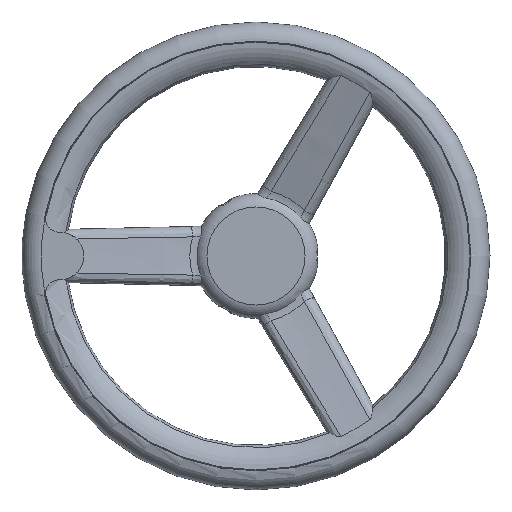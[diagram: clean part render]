
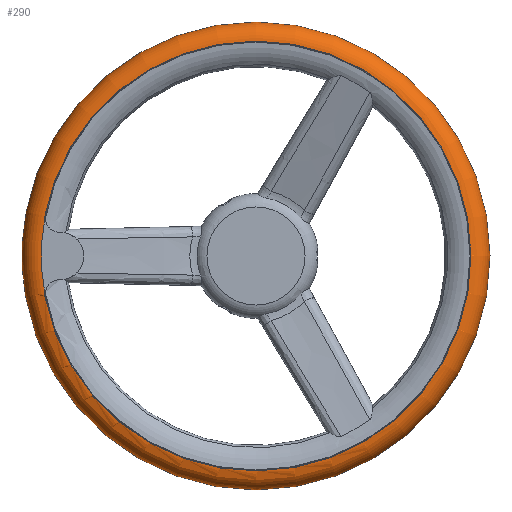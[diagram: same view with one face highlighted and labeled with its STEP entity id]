
A CAD part, left-side view. The second image highlights one B-rep face of the part: STEP entity #290.
In plain terms, the highlighted toroidal (fillet/blend) face has major radius 144.5 mm and minor radius 13 mm.
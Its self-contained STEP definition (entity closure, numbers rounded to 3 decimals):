
#290=ADVANCED_FACE('',(#518,#519),#369,.T.);
#369=TOROIDAL_SURFACE('',#1528,144.5,13.);
#444=B_SPLINE_CURVE_WITH_KNOTS('',3,(#2408,#2409,#2410,#2411),.UNSPECIFIED.,
.F.,.F.,(4,4),(0.,1.),.UNSPECIFIED.);
#445=B_SPLINE_CURVE_WITH_KNOTS('',3,(#2412,#2413,#2414,#2415),.UNSPECIFIED.,
.F.,.F.,(4,4),(0.,1.),.UNSPECIFIED.);
#518=FACE_BOUND('',#548,.T.);
#519=FACE_BOUND('',#549,.T.);
#548=EDGE_LOOP('',(#749));
#549=EDGE_LOOP('',(#750,#751,#752,#753));
#749=ORIENTED_EDGE('',*,*,#1302,.T.);
#750=ORIENTED_EDGE('',*,*,#1303,.F.);
#751=ORIENTED_EDGE('',*,*,#1304,.T.);
#752=ORIENTED_EDGE('',*,*,#1301,.F.);
#753=ORIENTED_EDGE('',*,*,#1305,.T.);
#1129=VERTEX_POINT('',#2281);
#1131=VERTEX_POINT('',#2287);
#1143=VERTEX_POINT('',#2391);
#1144=VERTEX_POINT('',#2402);
#1145=VERTEX_POINT('',#2406);
#1301=EDGE_CURVE('',#1144,#1143,#1448,.T.);
#1302=EDGE_CURVE('',#1145,#1145,#1449,.T.);
#1303=EDGE_CURVE('',#1129,#1131,#1450,.T.);
#1304=EDGE_CURVE('',#1129,#1143,#444,.T.);
#1305=EDGE_CURVE('',#1144,#1131,#445,.T.);
#1448=CIRCLE('',#1524,144.666);
#1449=CIRCLE('',#1526,144.666);
#1450=CIRCLE('',#1527,144.5);
#1524=AXIS2_PLACEMENT_3D('',#2403,#1693,#1694);
#1526=AXIS2_PLACEMENT_3D('',#2405,#1697,#1698);
#1527=AXIS2_PLACEMENT_3D('',#2407,#1699,#1700);
#1528=AXIS2_PLACEMENT_3D('',#2416,#1701,#1702);
#1693=DIRECTION('',(-1.,0.,0.));
#1694=DIRECTION('',(0.,0.,1.));
#1697=DIRECTION('',(-1.,0.,0.));
#1698=DIRECTION('',(0.,0.,1.));
#1699=DIRECTION('',(-1.,0.,0.));
#1700=DIRECTION('',(0.,0.,1.));
#1701=DIRECTION('',(-1.,0.,0.));
#1702=DIRECTION('',(0.,0.,1.));
#2281=CARTESIAN_POINT('',(390.163,329.343,27.06));
#2287=CARTESIAN_POINT('',(390.163,329.343,-27.06));
#2391=CARTESIAN_POINT('',(390.164,329.543,26.894));
#2402=CARTESIAN_POINT('',(390.164,329.535,-26.939));
#2403=CARTESIAN_POINT('',(390.164,187.399,0.));
#2405=CARTESIAN_POINT('',(416.162,187.399,0.));
#2406=CARTESIAN_POINT('',(416.162,187.399,144.666));
#2407=CARTESIAN_POINT('',(390.163,187.399,0.));
#2408=CARTESIAN_POINT('',(390.163,329.343,27.06));
#2409=CARTESIAN_POINT('',(390.163,329.409,27.005));
#2410=CARTESIAN_POINT('',(390.164,329.476,26.95));
#2411=CARTESIAN_POINT('',(390.164,329.543,26.894));
#2412=CARTESIAN_POINT('',(390.164,329.535,-26.939));
#2413=CARTESIAN_POINT('',(390.164,329.471,-26.98));
#2414=CARTESIAN_POINT('',(390.163,329.407,-27.02));
#2415=CARTESIAN_POINT('',(390.163,329.343,-27.06));
#2416=CARTESIAN_POINT('',(403.163,187.399,0.));
